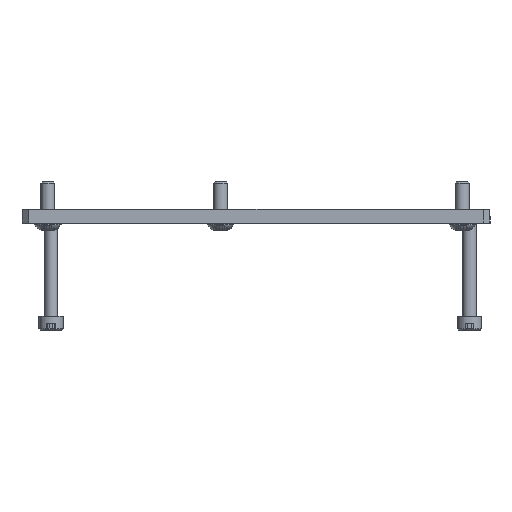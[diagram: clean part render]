
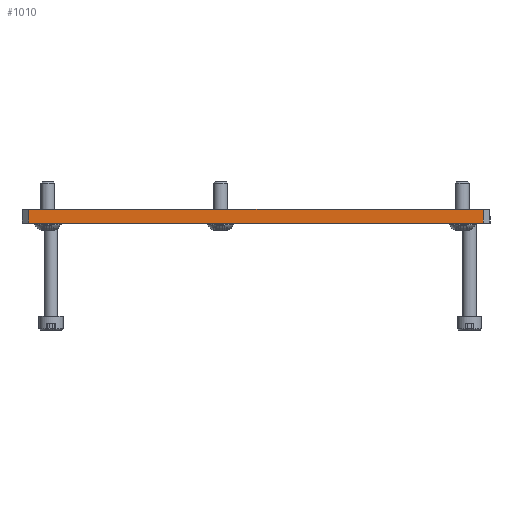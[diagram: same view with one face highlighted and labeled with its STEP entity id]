
A CAD part, left-side view. The second image highlights one B-rep face of the part: STEP entity #1010.
In plain terms, the highlighted face is planar.
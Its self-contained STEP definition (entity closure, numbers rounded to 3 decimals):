
#86 = LINE ( 'NONE', #1576, #1887 ) ;
#152 = ORIENTED_EDGE ( 'NONE', *, *, #1143, .T. ) ;
#512 = VECTOR ( 'NONE', #1841, 1000. ) ;
#699 = VERTEX_POINT ( 'NONE', #3520 ) ;
#818 = DIRECTION ( 'NONE',  ( -1., 0., 0. ) ) ;
#846 = DIRECTION ( 'NONE',  ( 0., 1., 0. ) ) ;
#1010 = ADVANCED_FACE ( 'NONE', ( #3211 ), #2291, .F. ) ;
#1080 = ORIENTED_EDGE ( 'NONE', *, *, #3592, .F. ) ;
#1098 = DIRECTION ( 'NONE',  ( 0., 0., -1. ) ) ;
#1143 = EDGE_CURVE ( 'NONE', #1346, #699, #86, .T. ) ;
#1156 = LINE ( 'NONE', #3782, #3732 ) ;
#1168 = EDGE_CURVE ( 'NONE', #699, #2892, #1249, .T. ) ;
#1249 = LINE ( 'NONE', #1311, #512 ) ;
#1311 = CARTESIAN_POINT ( 'NONE',  ( 303.5, -4., 0. ) ) ;
#1346 = VERTEX_POINT ( 'NONE', #3446 ) ;
#1576 = CARTESIAN_POINT ( 'NONE',  ( 303.5, -4., -2. ) ) ;
#1710 = DIRECTION ( 'NONE',  ( 0., 0., 1. ) ) ;
#1738 = EDGE_CURVE ( 'NONE', #2892, #2184, #2363, .T. ) ;
#1816 = DIRECTION ( 'NONE',  ( 0., -1., 0. ) ) ;
#1841 = DIRECTION ( 'NONE',  ( 0., 0., -1. ) ) ;
#1887 = VECTOR ( 'NONE', #1816, 1000. ) ;
#2014 = ORIENTED_EDGE ( 'NONE', *, *, #1738, .T. ) ;
#2184 = VERTEX_POINT ( 'NONE', #3609 ) ;
#2291 = PLANE ( 'NONE',  #2754 ) ;
#2309 = CARTESIAN_POINT ( 'NONE',  ( 303.5, 0., -133.5 ) ) ;
#2363 = LINE ( 'NONE', #2309, #3018 ) ;
#2754 = AXIS2_PLACEMENT_3D ( 'NONE', #3832, #818, #1710 ) ;
#2892 = VERTEX_POINT ( 'NONE', #3453 ) ;
#2908 = ORIENTED_EDGE ( 'NONE', *, *, #1168, .T. ) ;
#3018 = VECTOR ( 'NONE', #846, 1000. ) ;
#3187 = EDGE_LOOP ( 'NONE', ( #1080, #152, #2908, #2014 ) ) ;
#3211 = FACE_OUTER_BOUND ( 'NONE', #3187, .T. ) ;
#3446 = CARTESIAN_POINT ( 'NONE',  ( 303.5, 0., -2. ) ) ;
#3453 = CARTESIAN_POINT ( 'NONE',  ( 303.5, -4., -133.5 ) ) ;
#3520 = CARTESIAN_POINT ( 'NONE',  ( 303.5, -4., -2. ) ) ;
#3592 = EDGE_CURVE ( 'NONE', #1346, #2184, #1156, .T. ) ;
#3609 = CARTESIAN_POINT ( 'NONE',  ( 303.5, 0., -133.5 ) ) ;
#3732 = VECTOR ( 'NONE', #1098, 1000. ) ;
#3782 = CARTESIAN_POINT ( 'NONE',  ( 303.5, 0., 0. ) ) ;
#3832 = CARTESIAN_POINT ( 'NONE',  ( 303.5, -4., -135.5 ) ) ;
